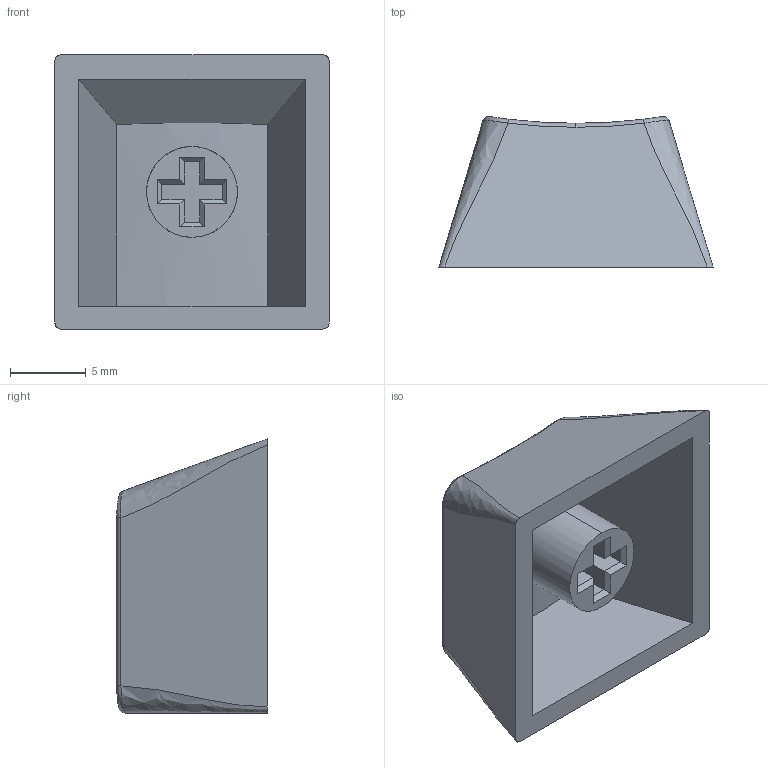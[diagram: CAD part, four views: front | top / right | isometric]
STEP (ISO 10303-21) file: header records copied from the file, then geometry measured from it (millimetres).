
FILE_DESCRIPTION (( 'STEP AP203' ), '1' );
FILE_NAME ('r1_100.STEP', '2018-04-18T20:20:24', ( '' ), ( '' ), 'SwSTEP 2.0', 'SolidWorks 2017', '' );
FILE_SCHEMA (( 'CONFIG_CONTROL_DESIGN' ));
Length unit declared in the file: millimetre
Products named in the file (1): r1_100
Bounding box: 18.1 x 9.95 x 18.1 mm (x, y, z)
Volume: 1169.4 mm3; surface area: 1705.5 mm2
Topology: 1 solids, 1 shells, 52 faces, 121 edges, 74 vertices
Faces by surface type: plane 34, bspline 10, cylinder 7, torus 1
Entity records: 1934 total; most frequent: CARTESIAN_POINT 759, ORIENTED_EDGE 242, DIRECTION 200, EDGE_CURVE 121, LINE 74, VERTEX_POINT 74, VECTOR 74, AXIS2_PLACEMENT_3D 63
